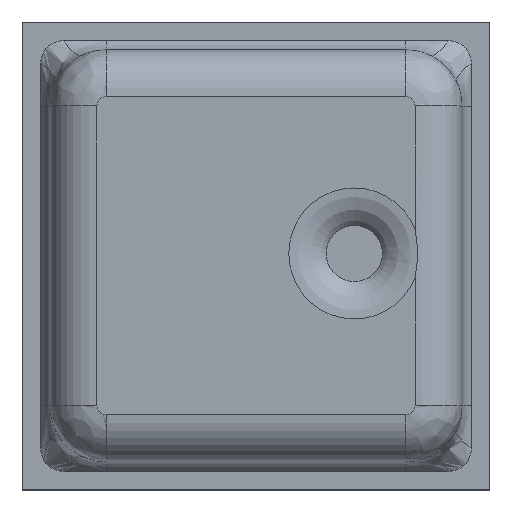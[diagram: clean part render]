
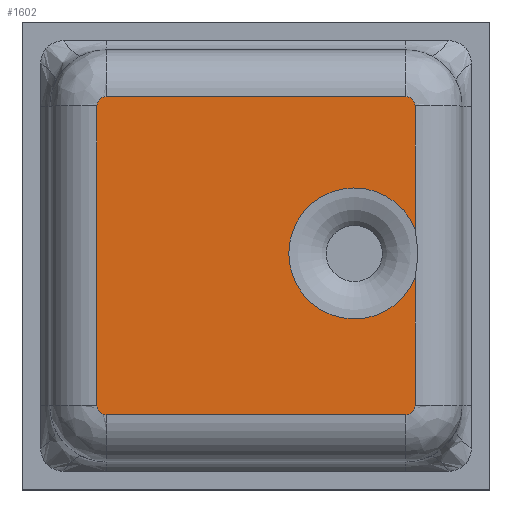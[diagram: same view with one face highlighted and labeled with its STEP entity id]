
A CAD part, top view. The second image highlights one B-rep face of the part: STEP entity #1602.
In plain terms, the highlighted planar face has unit normal (0, 0, 1).
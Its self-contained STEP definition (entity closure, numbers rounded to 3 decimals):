
#112=CIRCLE('',#1857,0.35);
#113=CIRCLE('',#1858,0.05);
#114=CIRCLE('',#1859,0.05);
#115=CIRCLE('',#1860,0.05);
#116=CIRCLE('',#1861,0.05);
#252=FACE_OUTER_BOUND('',#353,.T.);
#353=EDGE_LOOP('',(#1288,#1289,#1290,#1291,#1292,#1293,#1294,#1295,#1296,
#1297));
#513=LINE('',#2716,#667);
#514=LINE('',#2720,#668);
#515=LINE('',#2724,#669);
#516=LINE('',#2728,#670);
#517=LINE('',#2732,#671);
#667=VECTOR('',#2210,10.);
#668=VECTOR('',#2213,10.);
#669=VECTOR('',#2216,10.);
#670=VECTOR('',#2219,10.);
#671=VECTOR('',#2222,10.);
#797=VERTEX_POINT('',#2714);
#798=VERTEX_POINT('',#2715);
#799=VERTEX_POINT('',#2717);
#800=VERTEX_POINT('',#2719);
#801=VERTEX_POINT('',#2721);
#802=VERTEX_POINT('',#2723);
#803=VERTEX_POINT('',#2725);
#804=VERTEX_POINT('',#2727);
#805=VERTEX_POINT('',#2729);
#806=VERTEX_POINT('',#2731);
#970=EDGE_CURVE('',#797,#798,#513,.T.);
#971=EDGE_CURVE('',#799,#797,#112,.T.);
#972=EDGE_CURVE('',#800,#799,#514,.T.);
#973=EDGE_CURVE('',#801,#800,#113,.T.);
#974=EDGE_CURVE('',#802,#801,#515,.T.);
#975=EDGE_CURVE('',#803,#802,#114,.T.);
#976=EDGE_CURVE('',#804,#803,#516,.T.);
#977=EDGE_CURVE('',#805,#804,#115,.T.);
#978=EDGE_CURVE('',#806,#805,#517,.T.);
#979=EDGE_CURVE('',#798,#806,#116,.T.);
#1288=ORIENTED_EDGE('',*,*,#970,.F.);
#1289=ORIENTED_EDGE('',*,*,#971,.F.);
#1290=ORIENTED_EDGE('',*,*,#972,.F.);
#1291=ORIENTED_EDGE('',*,*,#973,.F.);
#1292=ORIENTED_EDGE('',*,*,#974,.F.);
#1293=ORIENTED_EDGE('',*,*,#975,.F.);
#1294=ORIENTED_EDGE('',*,*,#976,.F.);
#1295=ORIENTED_EDGE('',*,*,#977,.F.);
#1296=ORIENTED_EDGE('',*,*,#978,.F.);
#1297=ORIENTED_EDGE('',*,*,#979,.F.);
#1530=PLANE('',#1856);
#1602=ADVANCED_FACE('',(#252),#1530,.T.);
#1856=AXIS2_PLACEMENT_3D('',#2713,#2208,#2209);
#1857=AXIS2_PLACEMENT_3D('',#2718,#2211,#2212);
#1858=AXIS2_PLACEMENT_3D('',#2722,#2214,#2215);
#1859=AXIS2_PLACEMENT_3D('',#2726,#2217,#2218);
#1860=AXIS2_PLACEMENT_3D('',#2730,#2220,#2221);
#1861=AXIS2_PLACEMENT_3D('',#2733,#2223,#2224);
#2208=DIRECTION('center_axis',(0.,0.,1.));
#2209=DIRECTION('ref_axis',(1.,0.,0.));
#2210=DIRECTION('',(0.,-1.,0.));
#2211=DIRECTION('center_axis',(0.,0.,1.));
#2212=DIRECTION('ref_axis',(-1.,0.,0.));
#2213=DIRECTION('',(0.,-1.,0.));
#2214=DIRECTION('center_axis',(0.,0.,-1.));
#2215=DIRECTION('ref_axis',(0.707,0.707,0.));
#2216=DIRECTION('',(1.,0.,0.));
#2217=DIRECTION('center_axis',(0.,0.,-1.));
#2218=DIRECTION('ref_axis',(-0.707,0.707,0.));
#2219=DIRECTION('',(0.,1.,0.));
#2220=DIRECTION('center_axis',(0.,0.,-1.));
#2221=DIRECTION('ref_axis',(-0.707,-0.707,0.));
#2222=DIRECTION('',(-1.,0.,0.));
#2223=DIRECTION('center_axis',(0.,0.,-1.));
#2224=DIRECTION('ref_axis',(0.707,-0.707,0.));
#2713=CARTESIAN_POINT('Origin',(0.,0.,1.));
#2714=CARTESIAN_POINT('',(0.85,-0.118,1.));
#2715=CARTESIAN_POINT('',(0.85,-0.8,1.));
#2716=CARTESIAN_POINT('',(0.85,-0.4,1.));
#2717=CARTESIAN_POINT('',(0.85,0.142,1.));
#2718=CARTESIAN_POINT('Origin',(0.525,0.012,1.));
#2719=CARTESIAN_POINT('',(0.85,0.8,1.));
#2720=CARTESIAN_POINT('',(0.85,-0.4,1.));
#2721=CARTESIAN_POINT('',(0.8,0.85,1.));
#2722=CARTESIAN_POINT('Origin',(0.8,0.8,1.));
#2723=CARTESIAN_POINT('',(-0.8,0.85,1.));
#2724=CARTESIAN_POINT('',(0.4,0.85,1.));
#2725=CARTESIAN_POINT('',(-0.85,0.8,1.));
#2726=CARTESIAN_POINT('Origin',(-0.8,0.8,1.));
#2727=CARTESIAN_POINT('',(-0.85,-0.8,1.));
#2728=CARTESIAN_POINT('',(-0.85,0.4,1.));
#2729=CARTESIAN_POINT('',(-0.8,-0.85,1.));
#2730=CARTESIAN_POINT('Origin',(-0.8,-0.8,1.));
#2731=CARTESIAN_POINT('',(0.8,-0.85,1.));
#2732=CARTESIAN_POINT('',(-0.4,-0.85,1.));
#2733=CARTESIAN_POINT('Origin',(0.8,-0.8,1.));
